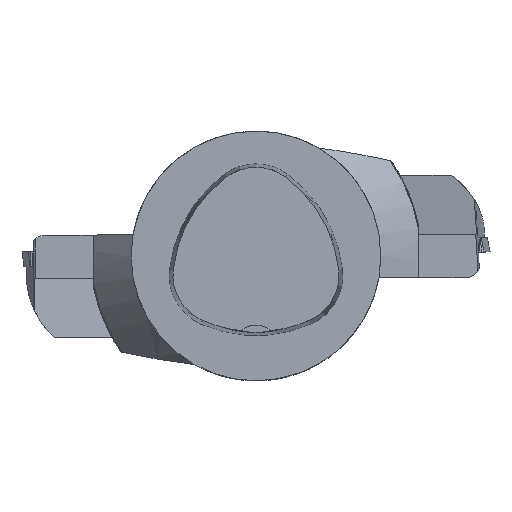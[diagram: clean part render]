
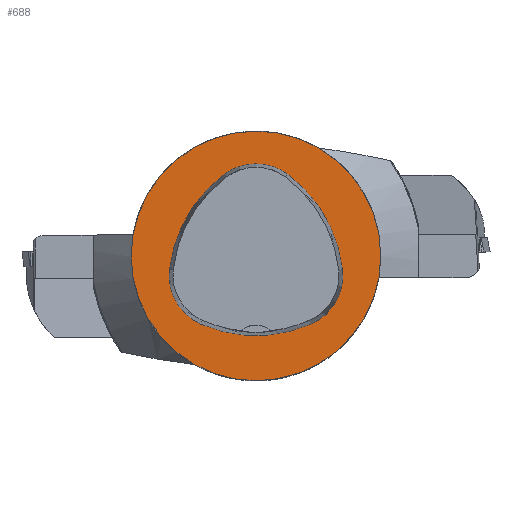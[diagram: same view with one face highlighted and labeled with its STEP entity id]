
A CAD part, top view. The second image highlights one B-rep face of the part: STEP entity #688.
In plain terms, the highlighted planar face has unit normal (0, 0, 1).
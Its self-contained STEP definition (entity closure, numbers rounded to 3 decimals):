
#316=FACE_BOUND('',#1201,.T.);
#317=FACE_BOUND('',#1202,.T.);
#491=CIRCLE('',#3829,40.);
#498=CIRCLE('',#3891,44.);
#500=CIRCLE('',#3894,17.);
#502=CIRCLE('',#3897,44.);
#504=CIRCLE('',#3900,17.);
#508=CIRCLE('',#3905,44.);
#510=CIRCLE('',#3908,17.);
#688=ADVANCED_FACE('',(#316,#317),#819,.T.);
#819=PLANE('',#3913);
#1201=EDGE_LOOP('',(#2146,#2147,#2148,#2149,#2150,#2151));
#1202=EDGE_LOOP('',(#2152));
#2146=ORIENTED_EDGE('',*,*,#2958,.T.);
#2147=ORIENTED_EDGE('',*,*,#2938,.T.);
#2148=ORIENTED_EDGE('',*,*,#2942,.T.);
#2149=ORIENTED_EDGE('',*,*,#2945,.T.);
#2150=ORIENTED_EDGE('',*,*,#2948,.T.);
#2151=ORIENTED_EDGE('',*,*,#2956,.T.);
#2152=ORIENTED_EDGE('',*,*,#2807,.F.);
#2402=VERTEX_POINT('',#5924);
#2489=VERTEX_POINT('',#6517);
#2490=VERTEX_POINT('',#6518);
#2493=VERTEX_POINT('',#6526);
#2495=VERTEX_POINT('',#6532);
#2497=VERTEX_POINT('',#6538);
#2504=VERTEX_POINT('',#6559);
#2807=EDGE_CURVE('',#2402,#2402,#491,.T.);
#2938=EDGE_CURVE('',#2489,#2490,#498,.T.);
#2942=EDGE_CURVE('',#2490,#2493,#500,.T.);
#2945=EDGE_CURVE('',#2493,#2495,#502,.T.);
#2948=EDGE_CURVE('',#2495,#2497,#504,.T.);
#2956=EDGE_CURVE('',#2497,#2504,#508,.T.);
#2958=EDGE_CURVE('',#2504,#2489,#510,.T.);
#3829=AXIS2_PLACEMENT_3D('',#5923,#4507,#4508);
#3891=AXIS2_PLACEMENT_3D('',#6516,#4699,#4700);
#3894=AXIS2_PLACEMENT_3D('',#6525,#4707,#4708);
#3897=AXIS2_PLACEMENT_3D('',#6531,#4714,#4715);
#3900=AXIS2_PLACEMENT_3D('',#6537,#4721,#4722);
#3905=AXIS2_PLACEMENT_3D('',#6560,#4733,#4734);
#3908=AXIS2_PLACEMENT_3D('',#6563,#4739,#4740);
#3913=AXIS2_PLACEMENT_3D('',#6568,#4749,#4750);
#4507=DIRECTION('',(0.,0.,-1.));
#4508=DIRECTION('',(-1.,0.,0.));
#4699=DIRECTION('',(0.,0.,-1.));
#4700=DIRECTION('',(-1.,0.,0.));
#4707=DIRECTION('',(0.,0.,-1.));
#4708=DIRECTION('',(-1.,0.,0.));
#4714=DIRECTION('',(0.,0.,-1.));
#4715=DIRECTION('',(-1.,0.,0.));
#4721=DIRECTION('',(0.,0.,-1.));
#4722=DIRECTION('',(-1.,0.,0.));
#4733=DIRECTION('',(0.,0.,-1.));
#4734=DIRECTION('',(-1.,0.,0.));
#4739=DIRECTION('',(0.,0.,-1.));
#4740=DIRECTION('',(-1.,0.,0.));
#4749=DIRECTION('',(0.,0.,1.));
#4750=DIRECTION('',(1.,0.,0.));
#5923=CARTESIAN_POINT('',(0.,0.,0.));
#5924=CARTESIAN_POINT('',(-40.,0.,0.));
#6516=CARTESIAN_POINT('',(16.01,-9.224,0.));
#6517=CARTESIAN_POINT('',(-27.722,-4.378,0.));
#6518=CARTESIAN_POINT('',(-10.119,26.178,0.));
#6525=CARTESIAN_POINT('',(-0.023,12.5,0.));
#6526=CARTESIAN_POINT('',(10.049,26.194,0.));
#6531=CARTESIAN_POINT('',(-16.021,-9.25,0.));
#6532=CARTESIAN_POINT('',(27.71,-4.394,0.));
#6537=CARTESIAN_POINT('',(10.814,-6.27,0.));
#6538=CARTESIAN_POINT('',(17.611,-21.852,0.));
#6559=CARTESIAN_POINT('',(-17.652,-21.819,0.));
#6560=CARTESIAN_POINT('',(0.017,18.477,0.));
#6563=CARTESIAN_POINT('',(-10.825,-6.25,0.));
#6568=CARTESIAN_POINT('',(0.,0.,0.));
